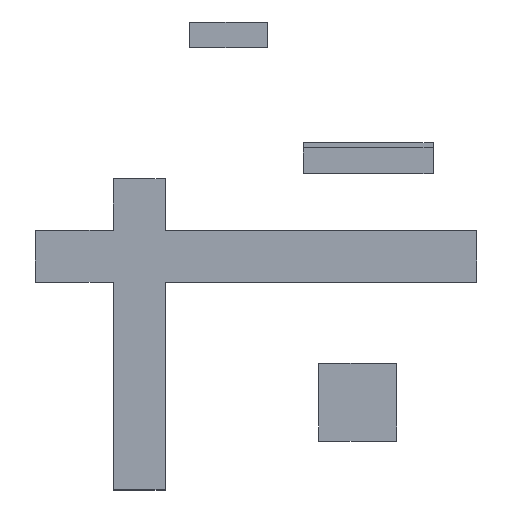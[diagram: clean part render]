
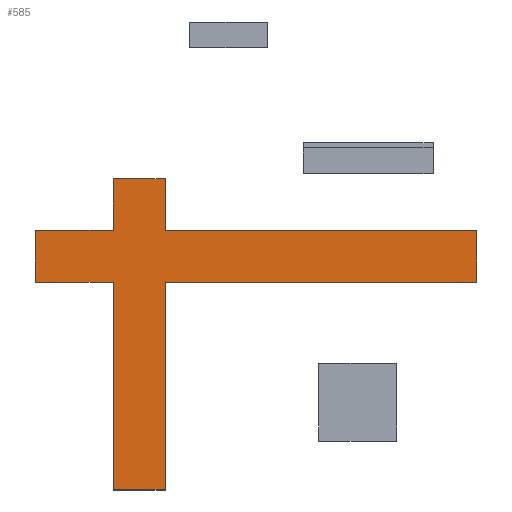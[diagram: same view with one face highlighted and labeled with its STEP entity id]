
A CAD part, top view. The second image highlights one B-rep face of the part: STEP entity #585.
In plain terms, the highlighted planar face has unit normal (0, 0, 1).
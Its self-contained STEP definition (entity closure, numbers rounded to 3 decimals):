
#41=FACE_OUTER_BOUND('',#75,.T.);
#75=EDGE_LOOP('',(#459,#460,#461,#462,#463,#464,#465,#466,#467,#468,#469,
#470));
#109=LINE('',#844,#187);
#112=LINE('',#850,#190);
#115=LINE('',#856,#193);
#118=LINE('',#862,#196);
#121=LINE('',#868,#199);
#124=LINE('',#874,#202);
#127=LINE('',#880,#205);
#130=LINE('',#886,#208);
#133=LINE('',#892,#211);
#136=LINE('',#898,#214);
#139=LINE('',#904,#217);
#142=LINE('',#908,#220);
#187=VECTOR('',#690,10.);
#190=VECTOR('',#695,10.);
#193=VECTOR('',#700,10.);
#196=VECTOR('',#705,10.);
#199=VECTOR('',#710,10.);
#202=VECTOR('',#715,10.);
#205=VECTOR('',#720,10.);
#208=VECTOR('',#725,10.);
#211=VECTOR('',#730,10.);
#214=VECTOR('',#735,10.);
#217=VECTOR('',#740,10.);
#220=VECTOR('',#745,10.);
#259=VERTEX_POINT('',#841);
#260=VERTEX_POINT('',#843);
#262=VERTEX_POINT('',#849);
#264=VERTEX_POINT('',#855);
#266=VERTEX_POINT('',#861);
#268=VERTEX_POINT('',#867);
#270=VERTEX_POINT('',#873);
#272=VERTEX_POINT('',#879);
#274=VERTEX_POINT('',#885);
#276=VERTEX_POINT('',#891);
#278=VERTEX_POINT('',#897);
#280=VERTEX_POINT('',#903);
#317=EDGE_CURVE('',#260,#259,#109,.T.);
#320=EDGE_CURVE('',#262,#260,#112,.T.);
#323=EDGE_CURVE('',#264,#262,#115,.T.);
#326=EDGE_CURVE('',#266,#264,#118,.T.);
#329=EDGE_CURVE('',#268,#266,#121,.T.);
#332=EDGE_CURVE('',#270,#268,#124,.T.);
#335=EDGE_CURVE('',#272,#270,#127,.T.);
#338=EDGE_CURVE('',#274,#272,#130,.T.);
#341=EDGE_CURVE('',#276,#274,#133,.T.);
#344=EDGE_CURVE('',#278,#276,#136,.T.);
#347=EDGE_CURVE('',#280,#278,#139,.T.);
#350=EDGE_CURVE('',#259,#280,#142,.T.);
#459=ORIENTED_EDGE('',*,*,#350,.T.);
#460=ORIENTED_EDGE('',*,*,#347,.T.);
#461=ORIENTED_EDGE('',*,*,#344,.T.);
#462=ORIENTED_EDGE('',*,*,#341,.T.);
#463=ORIENTED_EDGE('',*,*,#338,.T.);
#464=ORIENTED_EDGE('',*,*,#335,.T.);
#465=ORIENTED_EDGE('',*,*,#332,.T.);
#466=ORIENTED_EDGE('',*,*,#329,.T.);
#467=ORIENTED_EDGE('',*,*,#326,.T.);
#468=ORIENTED_EDGE('',*,*,#323,.T.);
#469=ORIENTED_EDGE('',*,*,#320,.T.);
#470=ORIENTED_EDGE('',*,*,#317,.T.);
#551=PLANE('',#636);
#585=ADVANCED_FACE('',(#41),#551,.T.);
#636=AXIS2_PLACEMENT_3D('',#909,#746,#747);
#690=DIRECTION('',(0.,-1.,0.));
#695=DIRECTION('',(1.,0.,0.));
#700=DIRECTION('',(0.,-1.,0.));
#705=DIRECTION('',(-1.,0.,0.));
#710=DIRECTION('',(0.,-1.,0.));
#715=DIRECTION('',(-1.,0.,0.));
#720=DIRECTION('',(0.,1.,0.));
#725=DIRECTION('',(-1.,0.,0.));
#730=DIRECTION('',(0.,1.,0.));
#735=DIRECTION('',(1.,0.,0.));
#740=DIRECTION('',(0.,1.,0.));
#745=DIRECTION('',(1.,0.,0.));
#746=DIRECTION('center_axis',(0.,0.,1.));
#747=DIRECTION('ref_axis',(1.,0.,0.));
#841=CARTESIAN_POINT('',(-140.,-80.,2.));
#843=CARTESIAN_POINT('',(-140.,0.,2.));
#844=CARTESIAN_POINT('',(-140.,-80.,2.));
#849=CARTESIAN_POINT('',(-170.,0.,2.));
#850=CARTESIAN_POINT('',(0.,0.,2.));
#855=CARTESIAN_POINT('',(-170.,20.,2.));
#856=CARTESIAN_POINT('',(-170.,0.,2.));
#861=CARTESIAN_POINT('',(-140.,20.,2.));
#862=CARTESIAN_POINT('',(-170.,20.,2.));
#867=CARTESIAN_POINT('',(-140.,40.,2.));
#868=CARTESIAN_POINT('',(-140.,-80.,2.));
#873=CARTESIAN_POINT('',(-120.,40.,2.));
#874=CARTESIAN_POINT('',(-140.,40.,2.));
#879=CARTESIAN_POINT('',(-120.,20.,2.));
#880=CARTESIAN_POINT('',(-120.,40.,2.));
#885=CARTESIAN_POINT('',(0.,20.,2.));
#886=CARTESIAN_POINT('',(-170.,20.,2.));
#891=CARTESIAN_POINT('',(0.,0.,2.));
#892=CARTESIAN_POINT('',(0.,20.,2.));
#897=CARTESIAN_POINT('',(-120.,0.,2.));
#898=CARTESIAN_POINT('',(0.,0.,2.));
#903=CARTESIAN_POINT('',(-120.,-80.,2.));
#904=CARTESIAN_POINT('',(-120.,40.,2.));
#908=CARTESIAN_POINT('',(-120.,-80.,2.));
#909=CARTESIAN_POINT('Origin',(-85.,-20.,2.));
